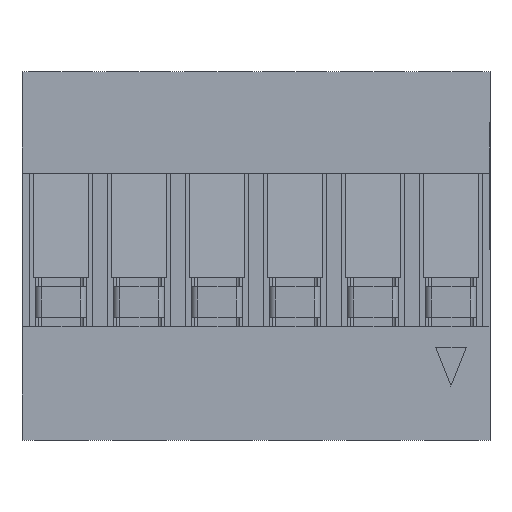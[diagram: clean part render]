
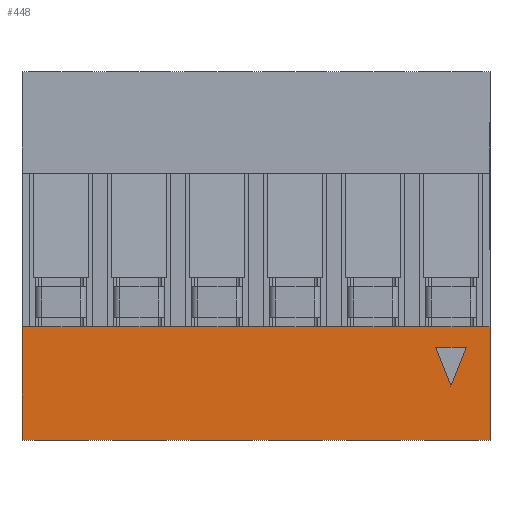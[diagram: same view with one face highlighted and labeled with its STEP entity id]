
A CAD part, front view. The second image highlights one B-rep face of the part: STEP entity #448.
In plain terms, the highlighted planar face has unit normal (0, -1, 0).
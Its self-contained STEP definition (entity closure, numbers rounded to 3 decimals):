
#254 = CARTESIAN_POINT ( 'NONE',  ( 0.5, -1.27, 3.032 ) ) ;
#448 = ADVANCED_FACE ( 'NONE', ( #9155, #1552 ), #2408, .T. ) ;
#1055 = EDGE_CURVE ( 'NONE', #8659, #2390, #15168, .T. ) ;
#1277 = CARTESIAN_POINT ( 'NONE',  ( -13.97, -1.27, 0. ) ) ;
#1294 = CARTESIAN_POINT ( 'NONE',  ( 0.5, -1.27, 3.032 ) ) ;
#1552 = FACE_BOUND ( 'NONE', #13683, .T. ) ;
#1616 = EDGE_CURVE ( 'NONE', #7619, #17196, #13411, .T. ) ;
#1624 = ORIENTED_EDGE ( 'NONE', *, *, #11498, .F. ) ;
#1754 = DIRECTION ( 'NONE',  ( -1., 0., 0. ) ) ;
#1970 = EDGE_CURVE ( 'NONE', #20115, #3524, #11435, .T. ) ;
#2114 = DIRECTION ( 'NONE',  ( 0., 0., -1. ) ) ;
#2390 = VERTEX_POINT ( 'NONE', #1277 ) ;
#2408 = PLANE ( 'NONE',  #6869 ) ;
#2763 = CARTESIAN_POINT ( 'NONE',  ( 0., -1.27, 12. ) ) ;
#3449 = DIRECTION ( 'NONE',  ( 0., 0., -1. ) ) ;
#3517 = VECTOR ( 'NONE', #10794, 1000. ) ;
#3524 = VERTEX_POINT ( 'NONE', #254 ) ;
#3549 = CARTESIAN_POINT ( 'NONE',  ( 1.27, -1.27, 3.7 ) ) ;
#4469 = CARTESIAN_POINT ( 'NONE',  ( 0., -1.27, 0. ) ) ;
#5434 = EDGE_CURVE ( 'NONE', #17196, #2390, #19374, .T. ) ;
#5546 = EDGE_LOOP ( 'NONE', ( #9810, #17564, #15885, #20091 ) ) ;
#5935 = VECTOR ( 'NONE', #3449, 1000. ) ;
#6056 = DIRECTION ( 'NONE',  ( 1., 0., 0. ) ) ;
#6869 = AXIS2_PLACEMENT_3D ( 'NONE', #2763, #7335, #6056 ) ;
#7335 = DIRECTION ( 'NONE',  ( 0., -1., 0. ) ) ;
#7619 = VERTEX_POINT ( 'NONE', #3549 ) ;
#7856 = LINE ( 'NONE', #8180, #13365 ) ;
#7968 = ORIENTED_EDGE ( 'NONE', *, *, #14879, .F. ) ;
#8139 = CARTESIAN_POINT ( 'NONE',  ( 1.27, -1.27, 0. ) ) ;
#8180 = CARTESIAN_POINT ( 'NONE',  ( 0., -1.27, 1.766 ) ) ;
#8659 = VERTEX_POINT ( 'NONE', #14883 ) ;
#9155 = FACE_OUTER_BOUND ( 'NONE', #5546, .T. ) ;
#9365 = LINE ( 'NONE', #18491, #3517 ) ;
#9788 = CARTESIAN_POINT ( 'NONE',  ( 1.27, -1.27, 12. ) ) ;
#9810 = ORIENTED_EDGE ( 'NONE', *, *, #14149, .F. ) ;
#10276 = VECTOR ( 'NONE', #1754, 1000. ) ;
#10794 = DIRECTION ( 'NONE',  ( 1., 0., 0. ) ) ;
#11435 = LINE ( 'NONE', #1294, #18759 ) ;
#11498 = EDGE_CURVE ( 'NONE', #3524, #18319, #15881, .T. ) ;
#13365 = VECTOR ( 'NONE', #15900, 1000. ) ;
#13411 = LINE ( 'NONE', #9788, #5935 ) ;
#13683 = EDGE_LOOP ( 'NONE', ( #16354, #7968, #1624 ) ) ;
#13907 = DIRECTION ( 'NONE',  ( -1., 0., 0. ) ) ;
#14149 = EDGE_CURVE ( 'NONE', #8659, #7619, #9365, .T. ) ;
#14154 = VECTOR ( 'NONE', #2114, 1000. ) ;
#14705 = CARTESIAN_POINT ( 'NONE',  ( 0., -1.27, 1.766 ) ) ;
#14879 = EDGE_CURVE ( 'NONE', #18319, #20115, #7856, .T. ) ;
#14883 = CARTESIAN_POINT ( 'NONE',  ( -13.97, -1.27, 3.7 ) ) ;
#15168 = LINE ( 'NONE', #16050, #14154 ) ;
#15237 = VECTOR ( 'NONE', #13907, 1000. ) ;
#15881 = LINE ( 'NONE', #17164, #10276 ) ;
#15885 = ORIENTED_EDGE ( 'NONE', *, *, #5434, .F. ) ;
#15900 = DIRECTION ( 'NONE',  ( 0.367, 0., -0.93 ) ) ;
#16050 = CARTESIAN_POINT ( 'NONE',  ( -13.97, -1.27, 12. ) ) ;
#16354 = ORIENTED_EDGE ( 'NONE', *, *, #1970, .F. ) ;
#17141 = CARTESIAN_POINT ( 'NONE',  ( -0.5, -1.27, 3.032 ) ) ;
#17164 = CARTESIAN_POINT ( 'NONE',  ( -0.5, -1.27, 3.032 ) ) ;
#17196 = VERTEX_POINT ( 'NONE', #8139 ) ;
#17564 = ORIENTED_EDGE ( 'NONE', *, *, #1055, .T. ) ;
#18319 = VERTEX_POINT ( 'NONE', #17141 ) ;
#18374 = DIRECTION ( 'NONE',  ( 0.367, 0., 0.93 ) ) ;
#18491 = CARTESIAN_POINT ( 'NONE',  ( -1.27, -1.27, 3.7 ) ) ;
#18759 = VECTOR ( 'NONE', #18374, 1000. ) ;
#19374 = LINE ( 'NONE', #4469, #15237 ) ;
#20091 = ORIENTED_EDGE ( 'NONE', *, *, #1616, .F. ) ;
#20115 = VERTEX_POINT ( 'NONE', #14705 ) ;
